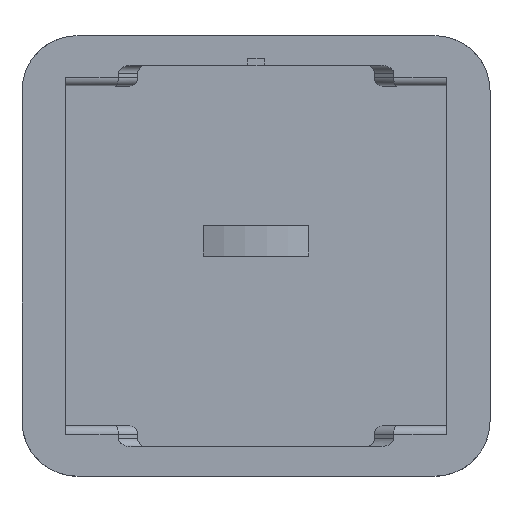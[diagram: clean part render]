
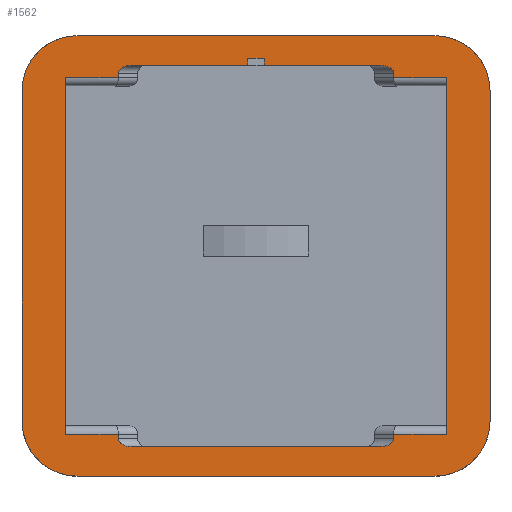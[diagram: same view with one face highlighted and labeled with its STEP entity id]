
A CAD part, top view. The second image highlights one B-rep face of the part: STEP entity #1562.
In plain terms, the highlighted planar face has unit normal (0, 0, 1).
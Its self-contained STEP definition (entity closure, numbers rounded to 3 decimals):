
#15=FACE_BOUND('',#539,.T.);
#31=PLANE('',#1691);
#73=LINE('',#2753,#217);
#74=LINE('',#2758,#218);
#75=LINE('',#2767,#219);
#76=LINE('',#2773,#220);
#81=LINE('',#2791,#225);
#85=LINE('',#2799,#229);
#88=LINE('',#2805,#232);
#92=LINE('',#2813,#236);
#93=LINE('',#2817,#237);
#94=LINE('',#2819,#238);
#95=LINE('',#2821,#239);
#96=LINE('',#2823,#240);
#97=LINE('',#2825,#241);
#98=LINE('',#2829,#242);
#99=LINE('',#2833,#243);
#100=LINE('',#2835,#244);
#101=LINE('',#2837,#245);
#102=LINE('',#2839,#246);
#103=LINE('',#2841,#247);
#104=LINE('',#2844,#248);
#217=VECTOR('',#1851,10.);
#218=VECTOR('',#1860,10.);
#219=VECTOR('',#1877,10.);
#220=VECTOR('',#1888,10.);
#225=VECTOR('',#1907,10.);
#229=VECTOR('',#1913,10.);
#232=VECTOR('',#1918,10.);
#236=VECTOR('',#1926,10.);
#237=VECTOR('',#1929,10.);
#238=VECTOR('',#1930,10.);
#239=VECTOR('',#1931,10.);
#240=VECTOR('',#1932,10.);
#241=VECTOR('',#1933,10.);
#242=VECTOR('',#1936,10.);
#243=VECTOR('',#1939,10.);
#244=VECTOR('',#1940,10.);
#245=VECTOR('',#1941,10.);
#246=VECTOR('',#1942,10.);
#247=VECTOR('',#1943,10.);
#248=VECTOR('',#1946,10.);
#390=ELLIPSE('',#1692,0.467,0.3);
#391=ELLIPSE('',#1693,0.467,0.3);
#392=ELLIPSE('',#1694,0.467,0.3);
#393=ELLIPSE('',#1695,0.467,0.3);
#445=FACE_OUTER_BOUND('',#538,.T.);
#538=EDGE_LOOP('',(#1199,#1200,#1201,#1202,#1203,#1204,#1205,#1206));
#539=EDGE_LOOP('',(#1207,#1208,#1209,#1210,#1211,#1212,#1213,#1214,#1215,
#1216,#1217,#1218,#1219,#1220,#1221,#1222,#1223,#1224,#1225,#1226));
#634=CIRCLE('',#1655,2.);
#635=CIRCLE('',#1657,2.);
#636=CIRCLE('',#1659,2.);
#637=CIRCLE('',#1661,2.);
#693=VERTEX_POINT('',#2728);
#694=VERTEX_POINT('',#2729);
#695=VERTEX_POINT('',#2734);
#696=VERTEX_POINT('',#2735);
#697=VERTEX_POINT('',#2740);
#698=VERTEX_POINT('',#2741);
#699=VERTEX_POINT('',#2746);
#700=VERTEX_POINT('',#2747);
#705=VERTEX_POINT('',#2789);
#706=VERTEX_POINT('',#2790);
#709=VERTEX_POINT('',#2798);
#711=VERTEX_POINT('',#2804);
#713=VERTEX_POINT('',#2812);
#714=VERTEX_POINT('',#2814);
#715=VERTEX_POINT('',#2816);
#716=VERTEX_POINT('',#2818);
#717=VERTEX_POINT('',#2820);
#718=VERTEX_POINT('',#2822);
#719=VERTEX_POINT('',#2824);
#720=VERTEX_POINT('',#2826);
#721=VERTEX_POINT('',#2828);
#722=VERTEX_POINT('',#2830);
#723=VERTEX_POINT('',#2832);
#724=VERTEX_POINT('',#2834);
#725=VERTEX_POINT('',#2836);
#726=VERTEX_POINT('',#2838);
#727=VERTEX_POINT('',#2840);
#728=VERTEX_POINT('',#2842);
#853=EDGE_CURVE('',#693,#694,#634,.T.);
#856=EDGE_CURVE('',#695,#696,#635,.T.);
#859=EDGE_CURVE('',#697,#698,#636,.T.);
#862=EDGE_CURVE('',#699,#700,#637,.T.);
#866=EDGE_CURVE('',#699,#698,#73,.T.);
#869=EDGE_CURVE('',#697,#696,#74,.T.);
#873=EDGE_CURVE('',#695,#694,#75,.T.);
#876=EDGE_CURVE('',#693,#700,#76,.T.);
#883=EDGE_CURVE('',#705,#706,#81,.T.);
#887=EDGE_CURVE('',#709,#705,#85,.T.);
#890=EDGE_CURVE('',#711,#709,#88,.T.);
#894=EDGE_CURVE('',#706,#713,#92,.T.);
#895=EDGE_CURVE('',#714,#713,#390,.T.);
#896=EDGE_CURVE('',#714,#715,#93,.T.);
#897=EDGE_CURVE('',#715,#716,#94,.T.);
#898=EDGE_CURVE('',#716,#717,#95,.T.);
#899=EDGE_CURVE('',#718,#717,#96,.T.);
#900=EDGE_CURVE('',#719,#718,#97,.T.);
#901=EDGE_CURVE('',#720,#719,#391,.T.);
#902=EDGE_CURVE('',#720,#721,#98,.T.);
#903=EDGE_CURVE('',#722,#721,#392,.T.);
#904=EDGE_CURVE('',#722,#723,#99,.T.);
#905=EDGE_CURVE('',#723,#724,#100,.T.);
#906=EDGE_CURVE('',#724,#725,#101,.T.);
#907=EDGE_CURVE('',#726,#725,#102,.T.);
#908=EDGE_CURVE('',#727,#726,#103,.T.);
#909=EDGE_CURVE('',#728,#727,#393,.T.);
#910=EDGE_CURVE('',#728,#711,#104,.T.);
#1199=ORIENTED_EDGE('',*,*,#859,.F.);
#1200=ORIENTED_EDGE('',*,*,#869,.T.);
#1201=ORIENTED_EDGE('',*,*,#856,.F.);
#1202=ORIENTED_EDGE('',*,*,#873,.T.);
#1203=ORIENTED_EDGE('',*,*,#853,.F.);
#1204=ORIENTED_EDGE('',*,*,#876,.T.);
#1205=ORIENTED_EDGE('',*,*,#862,.F.);
#1206=ORIENTED_EDGE('',*,*,#866,.T.);
#1207=ORIENTED_EDGE('',*,*,#890,.T.);
#1208=ORIENTED_EDGE('',*,*,#887,.T.);
#1209=ORIENTED_EDGE('',*,*,#883,.T.);
#1210=ORIENTED_EDGE('',*,*,#894,.T.);
#1211=ORIENTED_EDGE('',*,*,#895,.F.);
#1212=ORIENTED_EDGE('',*,*,#896,.T.);
#1213=ORIENTED_EDGE('',*,*,#897,.T.);
#1214=ORIENTED_EDGE('',*,*,#898,.T.);
#1215=ORIENTED_EDGE('',*,*,#899,.F.);
#1216=ORIENTED_EDGE('',*,*,#900,.F.);
#1217=ORIENTED_EDGE('',*,*,#901,.F.);
#1218=ORIENTED_EDGE('',*,*,#902,.T.);
#1219=ORIENTED_EDGE('',*,*,#903,.F.);
#1220=ORIENTED_EDGE('',*,*,#904,.T.);
#1221=ORIENTED_EDGE('',*,*,#905,.T.);
#1222=ORIENTED_EDGE('',*,*,#906,.T.);
#1223=ORIENTED_EDGE('',*,*,#907,.F.);
#1224=ORIENTED_EDGE('',*,*,#908,.F.);
#1225=ORIENTED_EDGE('',*,*,#909,.F.);
#1226=ORIENTED_EDGE('',*,*,#910,.T.);
#1562=ADVANCED_FACE('',(#445,#15),#31,.F.);
#1655=AXIS2_PLACEMENT_3D('',#2730,#1825,#1826);
#1657=AXIS2_PLACEMENT_3D('',#2736,#1831,#1832);
#1659=AXIS2_PLACEMENT_3D('',#2742,#1837,#1838);
#1661=AXIS2_PLACEMENT_3D('',#2748,#1843,#1844);
#1691=AXIS2_PLACEMENT_3D('',#2811,#1924,#1925);
#1692=AXIS2_PLACEMENT_3D('',#2815,#1927,#1928);
#1693=AXIS2_PLACEMENT_3D('',#2827,#1934,#1935);
#1694=AXIS2_PLACEMENT_3D('',#2831,#1937,#1938);
#1695=AXIS2_PLACEMENT_3D('',#2843,#1944,#1945);
#1825=DIRECTION('center_axis',(0.,0.,-1.));
#1826=DIRECTION('ref_axis',(-0.707,-0.707,0.));
#1831=DIRECTION('center_axis',(0.,0.,-1.));
#1832=DIRECTION('ref_axis',(-0.707,0.707,0.));
#1837=DIRECTION('center_axis',(0.,0.,-1.));
#1838=DIRECTION('ref_axis',(0.707,0.707,0.));
#1843=DIRECTION('center_axis',(0.,0.,-1.));
#1844=DIRECTION('ref_axis',(0.707,-0.707,0.));
#1851=DIRECTION('',(0.,1.,0.));
#1860=DIRECTION('',(-1.,0.,0.));
#1877=DIRECTION('',(0.,-1.,0.));
#1888=DIRECTION('',(1.,0.,0.));
#1907=DIRECTION('',(0.,-1.,0.));
#1913=DIRECTION('',(1.,0.,0.));
#1918=DIRECTION('',(0.,1.,0.));
#1924=DIRECTION('center_axis',(0.,0.,-1.));
#1925=DIRECTION('ref_axis',(-1.,0.,0.));
#1926=DIRECTION('',(1.,0.,0.));
#1927=DIRECTION('center_axis',(0.,0.,1.));
#1928=DIRECTION('ref_axis',(1.,0.,0.));
#1929=DIRECTION('',(0.,-1.,0.));
#1930=DIRECTION('',(1.,0.,0.));
#1931=DIRECTION('',(0.,-1.,0.));
#1932=DIRECTION('',(1.,0.,0.));
#1933=DIRECTION('',(0.,1.,0.));
#1934=DIRECTION('center_axis',(0.,0.,1.));
#1935=DIRECTION('ref_axis',(1.,0.,0.));
#1936=DIRECTION('',(-1.,0.,0.));
#1937=DIRECTION('center_axis',(0.,0.,1.));
#1938=DIRECTION('ref_axis',(-1.,0.,0.));
#1939=DIRECTION('',(0.,1.,0.));
#1940=DIRECTION('',(-1.,0.,0.));
#1941=DIRECTION('',(0.,1.,0.));
#1942=DIRECTION('',(-1.,0.,0.));
#1943=DIRECTION('',(0.,-1.,0.));
#1944=DIRECTION('center_axis',(0.,0.,1.));
#1945=DIRECTION('ref_axis',(-1.,0.,0.));
#1946=DIRECTION('',(1.,0.,0.));
#2728=CARTESIAN_POINT('',(-6.5,-8.,1.9));
#2729=CARTESIAN_POINT('',(-8.5,-6.,1.9));
#2730=CARTESIAN_POINT('Origin',(-6.5,-6.,1.9));
#2734=CARTESIAN_POINT('',(-8.5,6.,1.9));
#2735=CARTESIAN_POINT('',(-6.5,8.,1.9));
#2736=CARTESIAN_POINT('Origin',(-6.5,6.,1.9));
#2740=CARTESIAN_POINT('',(6.5,8.,1.9));
#2741=CARTESIAN_POINT('',(8.5,6.,1.9));
#2742=CARTESIAN_POINT('Origin',(6.5,6.,1.9));
#2746=CARTESIAN_POINT('',(8.5,-6.,1.9));
#2747=CARTESIAN_POINT('',(6.5,-8.,1.9));
#2748=CARTESIAN_POINT('Origin',(6.5,-6.,1.9));
#2753=CARTESIAN_POINT('',(8.5,-8.,1.9));
#2758=CARTESIAN_POINT('',(8.5,8.,1.9));
#2767=CARTESIAN_POINT('',(-8.5,8.,1.9));
#2773=CARTESIAN_POINT('',(-8.5,-8.,1.9));
#2789=CARTESIAN_POINT('',(0.3,7.175,1.9));
#2790=CARTESIAN_POINT('',(0.3,6.925,1.9));
#2791=CARTESIAN_POINT('',(0.3,3.587,1.9));
#2798=CARTESIAN_POINT('',(-0.3,7.175,1.9));
#2799=CARTESIAN_POINT('',(-0.15,7.175,1.9));
#2804=CARTESIAN_POINT('',(-0.3,6.925,1.9));
#2805=CARTESIAN_POINT('',(-0.3,3.462,1.9));
#2811=CARTESIAN_POINT('Origin',(0.,0.,
1.9));
#2812=CARTESIAN_POINT('',(4.533,6.925,1.9));
#2813=CARTESIAN_POINT('',(-3.462,6.925,1.9));
#2814=CARTESIAN_POINT('',(5.,6.625,1.9));
#2815=CARTESIAN_POINT('Origin',(4.533,6.625,1.9));
#2816=CARTESIAN_POINT('',(5.,6.475,1.9));
#2817=CARTESIAN_POINT('',(5.,6.925,1.9));
#2818=CARTESIAN_POINT('',(6.925,6.475,1.9));
#2819=CARTESIAN_POINT('',(0.,6.475,1.9));
#2820=CARTESIAN_POINT('',(6.925,-6.475,1.9));
#2821=CARTESIAN_POINT('',(6.925,3.462,1.9));
#2822=CARTESIAN_POINT('',(5.,-6.475,1.9));
#2823=CARTESIAN_POINT('',(0.,-6.475,1.9));
#2824=CARTESIAN_POINT('',(5.,-6.625,1.9));
#2825=CARTESIAN_POINT('',(5.,-6.925,1.9));
#2826=CARTESIAN_POINT('',(4.533,-6.925,1.9));
#2827=CARTESIAN_POINT('Origin',(4.533,-6.625,1.9));
#2828=CARTESIAN_POINT('',(-4.533,-6.925,1.9));
#2829=CARTESIAN_POINT('',(3.463,-6.925,1.9));
#2830=CARTESIAN_POINT('',(-5.,-6.625,1.9));
#2831=CARTESIAN_POINT('Origin',(-4.533,-6.625,1.9));
#2832=CARTESIAN_POINT('',(-5.,-6.475,1.9));
#2833=CARTESIAN_POINT('',(-5.,-6.925,1.9));
#2834=CARTESIAN_POINT('',(-6.925,-6.475,1.9));
#2835=CARTESIAN_POINT('',(0.,-6.475,1.9));
#2836=CARTESIAN_POINT('',(-6.925,6.475,1.9));
#2837=CARTESIAN_POINT('',(-6.925,-3.463,1.9));
#2838=CARTESIAN_POINT('',(-5.,6.475,1.9));
#2839=CARTESIAN_POINT('',(0.,6.475,1.9));
#2840=CARTESIAN_POINT('',(-5.,6.625,1.9));
#2841=CARTESIAN_POINT('',(-5.,6.925,1.9));
#2842=CARTESIAN_POINT('',(-4.533,6.925,1.9));
#2843=CARTESIAN_POINT('Origin',(-4.533,6.625,1.9));
#2844=CARTESIAN_POINT('',(-3.462,6.925,1.9));
